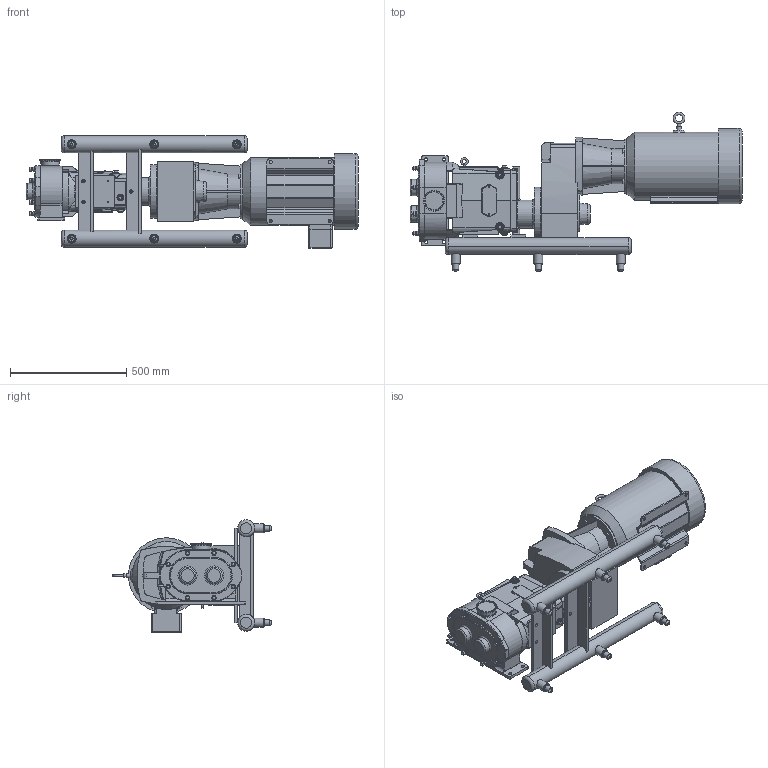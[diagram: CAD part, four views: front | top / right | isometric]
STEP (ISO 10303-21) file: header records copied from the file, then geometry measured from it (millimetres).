
FILE_DESCRIPTION(/* description */ (''),/* implementation_level */ '2;1');
FILE_NAME(/* name */ 'U1_134U1_256TC_(3.19 x 9.38)x3.0_S-Line_20HP_LH_SM.stp',/* time_stamp */ '2021-05-24T16:24:19+06:00',/* author */ ('trtmhr'),/* organization */ (''),/* preprocessor_version */ 'ST-DEVELOPER v18.1',/* originating_system */ 'Autodesk Inventor 2020',/* authorisation */ '');
FILE_SCHEMA (('AUTOMOTIVE_DESIGN { 1 0 10303 214 3 1 1 }'));
Length unit declared in the file: inch
Products named in the file (1): U1_134U1_256TC_(3.19 x 9.38)x3.0_S-Line_20HP_LH_SM
Bounding box: 1429.22 x 685.29 x 483.68 mm (x, y, z)
Volume: 90065150 mm3; surface area: 2674195.3 mm2
Topology: 2 solids, 2 shells, 1097 faces, 2938 edges, 1927 vertices
Faces by surface type: plane 517, cylinder 312, bspline 102, torus 88, cone 62, sphere 16
Full cylindrical faces by diameter (mm): 6.35 x4, 7.62 x2, 7.798 x1, 13.462 x4, 13.487 x4, 14.275 x8, 14.3 x3, 14.478 x1, 15.24 x1, 19.05 x8, 19.304 x1, 23.876 x3, 25.4 x11, 29.21 x2, 31.75 x3, 35.052 x6, 38.1 x6, 69.596 x2, 76.2 x1, 78.461 x2, 79.477 x1, 91.008 x1, 120.65 x1, 229.997 x1, 230.124 x1, 232.994 x1, 292.329 x1, 324.612 x1
Entity records: 38269 total; most frequent: CARTESIAN_POINT 10468, ORIENTED_EDGE 5846, DIRECTION 5788, EDGE_CURVE 2923, AXIS2_PLACEMENT_3D 2176, VERTEX_POINT 1927, LINE 1436, VECTOR 1436
